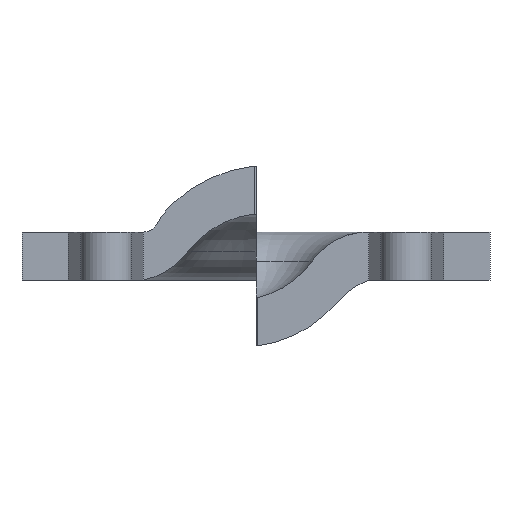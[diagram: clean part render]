
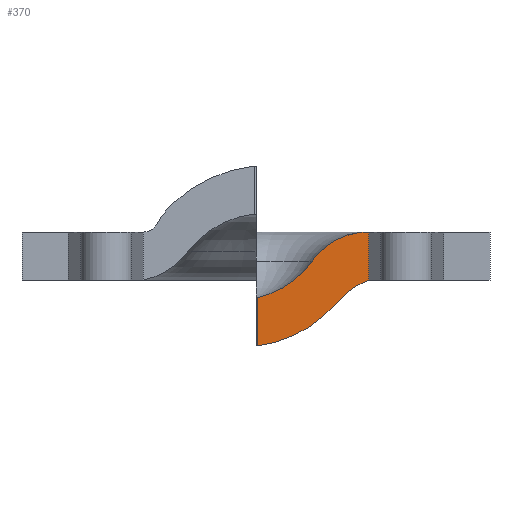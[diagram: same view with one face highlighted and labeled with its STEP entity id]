
A CAD part, front view. The second image highlights one B-rep face of the part: STEP entity #370.
In plain terms, the highlighted planar face has unit normal (0, -1, 0).
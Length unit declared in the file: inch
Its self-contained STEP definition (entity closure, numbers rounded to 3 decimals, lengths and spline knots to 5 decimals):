
#98 = EDGE_CURVE ( 'NONE', #368, #420, #775, .T. ) ;
#198 = EDGE_CURVE ( 'NONE', #283, #420, #1696, .T. ) ;
#262 = EDGE_CURVE ( 'NONE', #299, #310, #913, .T. ) ;
#275 = ORIENTED_EDGE ( 'NONE', *, *, #98, .F. ) ;
#278 = EDGE_LOOP ( 'NONE', ( #336, #350, #293, #315, #280, #275 ) ) ;
#280 = ORIENTED_EDGE ( 'NONE', *, *, #198, .T. ) ;
#283 = VERTEX_POINT ( 'NONE', #931 ) ;
#293 = ORIENTED_EDGE ( 'NONE', *, *, #262, .T. ) ;
#299 = VERTEX_POINT ( 'NONE', #1002 ) ;
#310 = VERTEX_POINT ( 'NONE', #1000 ) ;
#315 = ORIENTED_EDGE ( 'NONE', *, *, #343, .T. ) ;
#320 = EDGE_CURVE ( 'NONE', #334, #299, #970, .T. ) ;
#334 = VERTEX_POINT ( 'NONE', #934 ) ;
#335 = EDGE_CURVE ( 'NONE', #368, #334, #953, .T. ) ;
#336 = ORIENTED_EDGE ( 'NONE', *, *, #335, .T. ) ;
#343 = EDGE_CURVE ( 'NONE', #310, #283, #1015, .T. ) ;
#350 = ORIENTED_EDGE ( 'NONE', *, *, #320, .T. ) ;
#368 = VERTEX_POINT ( 'NONE', #1088 ) ;
#370 = ADVANCED_FACE ( 'NONE', ( #1086 ), #1023, .F. ) ;
#420 = VERTEX_POINT ( 'NONE', #1245 ) ;
#772 = DIRECTION ( 'NONE',  ( 0., 0., -1. ) ) ;
#773 = VECTOR ( 'NONE', #772, 39.37008 ) ;
#774 = CARTESIAN_POINT ( 'NONE',  ( 0.075, 0.15, 0.032 ) ) ;
#775 = LINE ( 'NONE', #774, #773 ) ;
#811 = CARTESIAN_POINT ( 'NONE',  ( -0.01004, 0.15, 0.03897 ) ) ;
#812 = AXIS2_PLACEMENT_3D ( 'NONE', #811, #894, #888 ) ;
#856 = VECTOR ( 'NONE', #911, 39.37008 ) ;
#888 = DIRECTION ( 'NONE',  ( 0., 0., -1. ) ) ;
#894 = DIRECTION ( 'NONE',  ( 0., -1., 0. ) ) ;
#911 = DIRECTION ( 'NONE',  ( 0., 0., -1. ) ) ;
#912 = CARTESIAN_POINT ( 'NONE',  ( 0.0007, 0.15, -0.01184 ) ) ;
#913 = LINE ( 'NONE', #912, #856 ) ;
#931 = CARTESIAN_POINT ( 'NONE',  ( 0.05401, 0.15, -0.01486 ) ) ;
#934 = CARTESIAN_POINT ( 'NONE',  ( 0.03747, 0.15, 0.01265 ) ) ;
#949 = DIRECTION ( 'NONE',  ( 0., 0., 1. ) ) ;
#950 = DIRECTION ( 'NONE',  ( 0., -1., 0. ) ) ;
#951 = CARTESIAN_POINT ( 'NONE',  ( 0.07505, 0.15, -0.01417 ) ) ;
#952 = AXIS2_PLACEMENT_3D ( 'NONE', #951, #950, #949 ) ;
#953 = CIRCLE ( 'NONE', #952, 0.04617 ) ;
#970 = CIRCLE ( 'NONE', #1014, 0.06213 ) ;
#985 = DIRECTION ( 'NONE',  ( 0., 0., -1. ) ) ;
#1000 = CARTESIAN_POINT ( 'NONE',  ( 0.0007, 0.15, -0.044 ) ) ;
#1002 = CARTESIAN_POINT ( 'NONE',  ( 0.0007, 0.15, -0.01184 ) ) ;
#1012 = DIRECTION ( 'NONE',  ( 0., 1., 0. ) ) ;
#1013 = CARTESIAN_POINT ( 'NONE',  ( -0.01311, 0.15, 0.04874 ) ) ;
#1014 = AXIS2_PLACEMENT_3D ( 'NONE', #1013, #1012, #985 ) ;
#1015 = CIRCLE ( 'NONE', #812, 0.08366 ) ;
#1023 = PLANE ( 'NONE',  #1092 ) ;
#1077 = DIRECTION ( 'NONE',  ( 0., 0., 1. ) ) ;
#1078 = DIRECTION ( 'NONE',  ( 0., 1., 0. ) ) ;
#1079 = CARTESIAN_POINT ( 'NONE',  ( 0.07505, 0.15, -0.01417 ) ) ;
#1086 = FACE_OUTER_BOUND ( 'NONE', #278, .T. ) ;
#1088 = CARTESIAN_POINT ( 'NONE',  ( 0.075, 0.15, 0.032 ) ) ;
#1092 = AXIS2_PLACEMENT_3D ( 'NONE', #1079, #1078, #1077 ) ;
#1245 = CARTESIAN_POINT ( 'NONE',  ( 0.075, 0.15, 0. ) ) ;
#1692 = DIRECTION ( 'NONE',  ( 0., 0., 1. ) ) ;
#1693 = DIRECTION ( 'NONE',  ( 0., 1., 0. ) ) ;
#1694 = CARTESIAN_POINT ( 'NONE',  ( 0.09292, 0.15, -0.04757 ) ) ;
#1695 = AXIS2_PLACEMENT_3D ( 'NONE', #1694, #1693, #1692 ) ;
#1696 = CIRCLE ( 'NONE', #1695, 0.05083 ) ;
